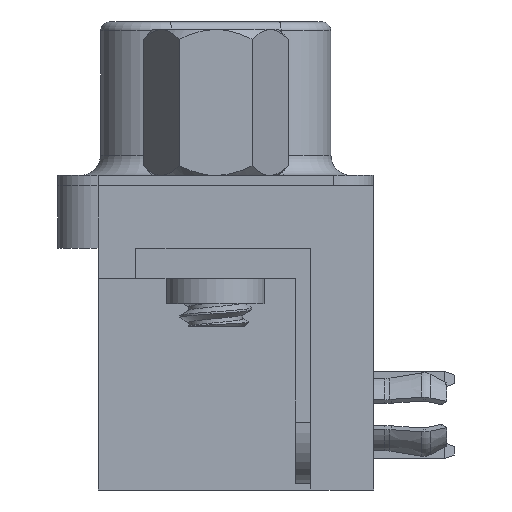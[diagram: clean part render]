
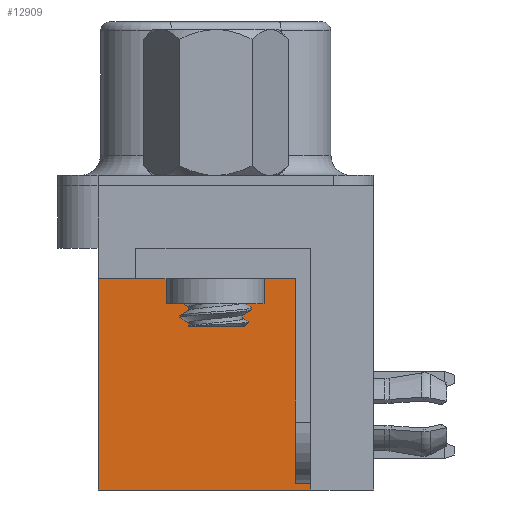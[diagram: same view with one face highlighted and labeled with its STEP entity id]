
A CAD part, left-side view. The second image highlights one B-rep face of the part: STEP entity #12909.
In plain terms, the highlighted planar face has unit normal (-1, 0, 0).
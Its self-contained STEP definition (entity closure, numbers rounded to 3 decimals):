
#729 = LINE ( 'NONE', #4431, #14496 ) ;
#973 = VERTEX_POINT ( 'NONE', #21078 ) ;
#1062 = DIRECTION ( 'NONE',  ( 1., 0., 0. ) ) ;
#1576 = DIRECTION ( 'NONE',  ( 0., -1., 0. ) ) ;
#2851 = PLANE ( 'NONE',  #20367 ) ;
#3228 = DIRECTION ( 'NONE',  ( 0., 0., 1. ) ) ;
#3324 = LINE ( 'NONE', #17569, #13726 ) ;
#3409 = CARTESIAN_POINT ( 'NONE',  ( -19.844, -3.775, 6.6 ) ) ;
#3640 = CARTESIAN_POINT ( 'NONE',  ( -19.844, 4.675, 5.4 ) ) ;
#3734 = LINE ( 'NONE', #12540, #12716 ) ;
#3957 = LINE ( 'NONE', #6877, #17130 ) ;
#4168 = VERTEX_POINT ( 'NONE', #16386 ) ;
#4431 = CARTESIAN_POINT ( 'NONE',  ( -19.844, 3.175, 5.4 ) ) ;
#4899 = EDGE_CURVE ( 'NONE', #4168, #20866, #3324, .T. ) ;
#5153 = DIRECTION ( 'NONE',  ( 0., -1., 0. ) ) ;
#6232 = DIRECTION ( 'NONE',  ( 0., 0., -1. ) ) ;
#6877 = CARTESIAN_POINT ( 'NONE',  ( -19.844, 46.166, -3. ) ) ;
#7039 = DIRECTION ( 'NONE',  ( 0., 0., 1. ) ) ;
#8317 = CARTESIAN_POINT ( 'NONE',  ( -19.844, 3.175, 6.6 ) ) ;
#8345 = VERTEX_POINT ( 'NONE', #10508 ) ;
#8424 = VECTOR ( 'NONE', #20382, 1000. ) ;
#8530 = VERTEX_POINT ( 'NONE', #14678 ) ;
#9215 = EDGE_CURVE ( 'NONE', #8530, #8345, #3734, .T. ) ;
#9678 = DIRECTION ( 'NONE',  ( 0., 0., 1. ) ) ;
#10106 = LINE ( 'NONE', #13296, #8424 ) ;
#10210 = FACE_OUTER_BOUND ( 'NONE', #20854, .T. ) ;
#10508 = CARTESIAN_POINT ( 'NONE',  ( -19.844, 4.675, 5.4 ) ) ;
#10755 = ORIENTED_EDGE ( 'NONE', *, *, #16865, .F. ) ;
#11795 = LINE ( 'NONE', #3640, #22112 ) ;
#11833 = EDGE_CURVE ( 'NONE', #973, #18902, #729, .T. ) ;
#12540 = CARTESIAN_POINT ( 'NONE',  ( -19.844, 4.675, 9.1 ) ) ;
#12716 = VECTOR ( 'NONE', #7039, 1000. ) ;
#12909 = ADVANCED_FACE ( 'NONE', ( #10210 ), #2851, .F. ) ;
#13296 = CARTESIAN_POINT ( 'NONE',  ( -19.844, -3.775, 6.6 ) ) ;
#13726 = VECTOR ( 'NONE', #3228, 1000. ) ;
#14496 = VECTOR ( 'NONE', #9678, 1000. ) ;
#14678 = CARTESIAN_POINT ( 'NONE',  ( -19.844, 4.675, -3. ) ) ;
#15508 = EDGE_CURVE ( 'NONE', #8530, #4168, #3957, .T. ) ;
#16386 = CARTESIAN_POINT ( 'NONE',  ( -19.844, -3.775, -3. ) ) ;
#16513 = EDGE_CURVE ( 'NONE', #18902, #20866, #10106, .T. ) ;
#16865 = EDGE_CURVE ( 'NONE', #8345, #973, #11795, .T. ) ;
#17130 = VECTOR ( 'NONE', #5153, 1000. ) ;
#17569 = CARTESIAN_POINT ( 'NONE',  ( -19.844, -3.775, 9.1 ) ) ;
#18902 = VERTEX_POINT ( 'NONE', #8317 ) ;
#20159 = ORIENTED_EDGE ( 'NONE', *, *, #11833, .F. ) ;
#20367 = AXIS2_PLACEMENT_3D ( 'NONE', #22202, #1062, #6232 ) ;
#20382 = DIRECTION ( 'NONE',  ( 0., -1., 0. ) ) ;
#20573 = ORIENTED_EDGE ( 'NONE', *, *, #9215, .F. ) ;
#20854 = EDGE_LOOP ( 'NONE', ( #10755, #20573, #22875, #22058, #21861, #20159 ) ) ;
#20866 = VERTEX_POINT ( 'NONE', #3409 ) ;
#21078 = CARTESIAN_POINT ( 'NONE',  ( -19.844, 3.175, 5.4 ) ) ;
#21861 = ORIENTED_EDGE ( 'NONE', *, *, #16513, .F. ) ;
#22058 = ORIENTED_EDGE ( 'NONE', *, *, #4899, .T. ) ;
#22112 = VECTOR ( 'NONE', #1576, 1000. ) ;
#22202 = CARTESIAN_POINT ( 'NONE',  ( -19.844, 46.166, 9.1 ) ) ;
#22875 = ORIENTED_EDGE ( 'NONE', *, *, #15508, .T. ) ;
